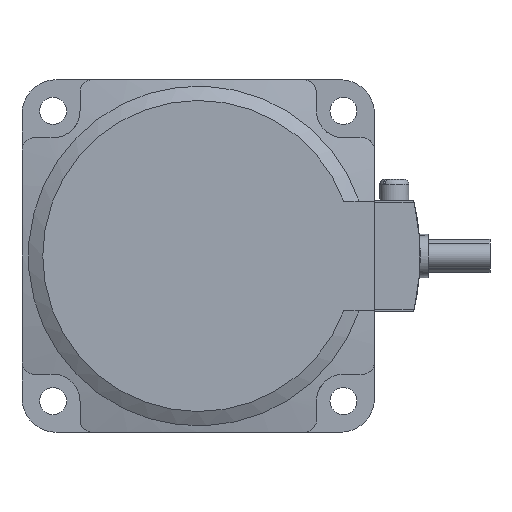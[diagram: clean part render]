
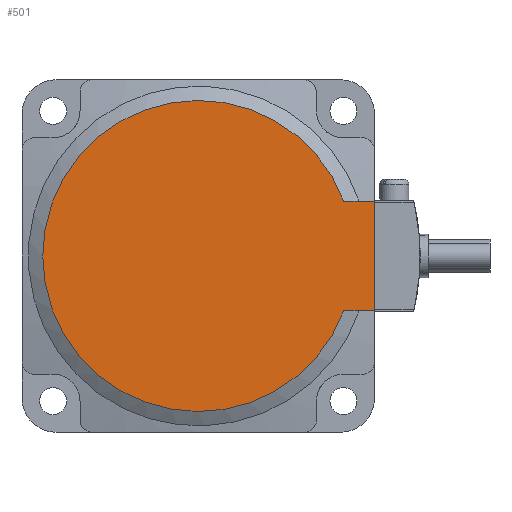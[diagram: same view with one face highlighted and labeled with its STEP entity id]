
A CAD part, left-side view. The second image highlights one B-rep face of the part: STEP entity #501.
In plain terms, the highlighted planar face has unit normal (-1, 0, 0).
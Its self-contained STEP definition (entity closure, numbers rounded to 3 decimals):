
#501 = ADVANCED_FACE( '', ( #1166 ), #1167, .F. );
#1166 = FACE_OUTER_BOUND( '', #1994, .T. );
#1167 = PLANE( '', #1995 );
#1994 = EDGE_LOOP( '', ( #3456, #3457, #3458, #3459 ) );
#1995 = AXIS2_PLACEMENT_3D( '', #3460, #3461, #3462 );
#3456 = ORIENTED_EDGE( '', *, *, #5409, .F. );
#3457 = ORIENTED_EDGE( '', *, *, #5473, .F. );
#3458 = ORIENTED_EDGE( '', *, *, #5474, .F. );
#3459 = ORIENTED_EDGE( '', *, *, #4956, .F. );
#3460 = CARTESIAN_POINT( '', ( -114., 34.3, 34.3 ) );
#3461 = DIRECTION( '', ( 1., 0., 0. ) );
#3462 = DIRECTION( '', ( 0., 0., -1. ) );
#4956 = EDGE_CURVE( '', #5944, #5946, #5947, .T. );
#5409 = EDGE_CURVE( '', #6707, #5944, #6709, .T. );
#5473 = EDGE_CURVE( '', #6798, #6707, #6799, .T. );
#5474 = EDGE_CURVE( '', #5946, #6798, #6800, .T. );
#5944 = VERTEX_POINT( '', #7400 );
#5946 = VERTEX_POINT( '', #7405 );
#5947 = LINE( '', #7406, #7407 );
#6707 = VERTEX_POINT( '', #8559 );
#6709 = CIRCLE( '', #8564, 37.5 );
#6798 = VERTEX_POINT( '', #8713 );
#6799 = LINE( '', #8714, #8715 );
#6800 = LINE( '', #8716, #8717 );
#7400 = CARTESIAN_POINT( '', ( -114., -35.081, 13.25 ) );
#7405 = CARTESIAN_POINT( '', ( -114., -42.5, 13.25 ) );
#7406 = CARTESIAN_POINT( '', ( -114., -22.5, 13.25 ) );
#7407 = VECTOR( '', #9675, 1000. );
#8559 = CARTESIAN_POINT( '', ( -114., -35.081, -13.25 ) );
#8564 = AXIS2_PLACEMENT_3D( '', #10273, #10274, #10275 );
#8713 = CARTESIAN_POINT( '', ( -114., -42.5, -13.25 ) );
#8714 = CARTESIAN_POINT( '', ( -114., -42.5, -13.25 ) );
#8715 = VECTOR( '', #10341, 1000. );
#8716 = CARTESIAN_POINT( '', ( -114., -42.5, 13.25 ) );
#8717 = VECTOR( '', #10342, 1000. );
#9675 = DIRECTION( '', ( 0., -1., 0. ) );
#10273 = CARTESIAN_POINT( '', ( -114., 0., 0. ) );
#10274 = DIRECTION( '', ( 1., 0., 0. ) );
#10275 = DIRECTION( '', ( 0., 0., -1. ) );
#10341 = DIRECTION( '', ( 0., 1., 0. ) );
#10342 = DIRECTION( '', ( 0., 0., -1. ) );
